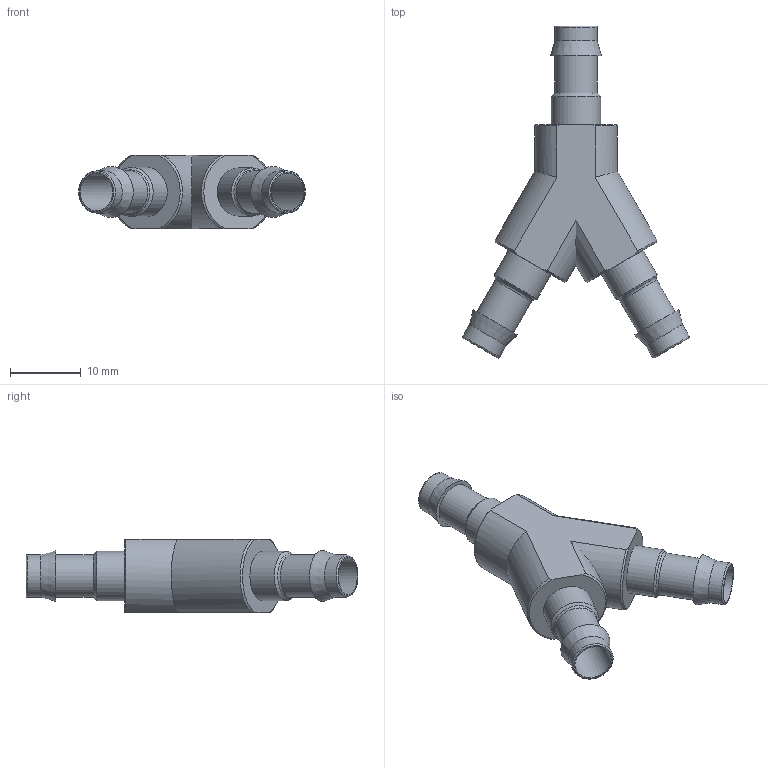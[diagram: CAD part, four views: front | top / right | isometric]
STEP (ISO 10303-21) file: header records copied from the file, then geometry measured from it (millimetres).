
FILE_DESCRIPTION(/* description */ ('STEP AP214'),/* implementation_level */ '2;1');
FILE_NAME(/* name */ '150013_Y-PK-6',/* time_stamp */ '2024-09-18T13:36:55+02:00',/* author */ ('License CC BY-ND 4.0'),/* organization */ ('CADENAS'),/* preprocessor_version */ 'ST-DEVELOPER v19.3',/* originating_system */ 'PARTsolutions',/* authorisation */ ' ');
FILE_SCHEMA (('AUTOMOTIVE_DESIGN {1 0 10303 214 3 1 1}'));
Length unit declared in the file: millimetre
Products named in the file (1): 150013 Y-PK-6
Bounding box: 32.11 x 47 x 10.4 mm (x, y, z)
Volume: 2652.8 mm3; surface area: 3237.7 mm2
Topology: 1 solids, 1 shells, 46 faces, 104 edges, 65 vertices
Faces by surface type: cylinder 18, cone 12, plane 11, torus 5
Full cylindrical faces by diameter (mm): 5.3 x3, 6 x6, 6.8 x1, 7 x2
Entity records: 1506 total; most frequent: CARTESIAN_POINT 221, DIRECTION 206, ORIENTED_EDGE 154, AXIS2_PLACEMENT_3D 94, EDGE_LOOP 78, FACE_BOUND 78, EDGE_CURVE 77, VERTEX_POINT 61
